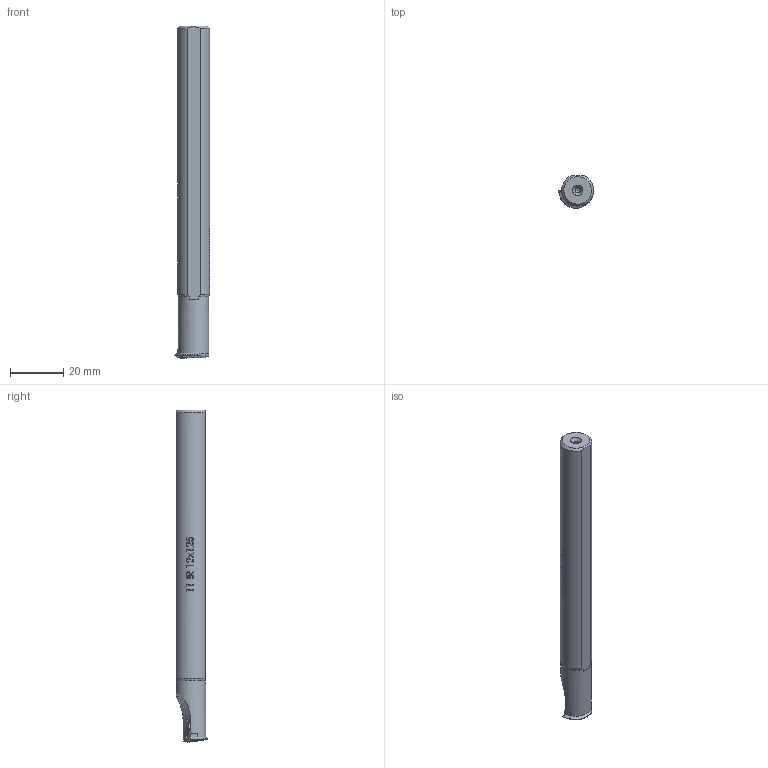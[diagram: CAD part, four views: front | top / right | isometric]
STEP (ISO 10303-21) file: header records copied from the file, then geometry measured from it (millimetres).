
FILE_DESCRIPTION (( 'STEP AP214' ), '1' );
FILE_NAME ('CL-11IR 12x125.STEP', '2020-11-05T15:39:26', ( '' ), ( '' ), 'SwSTEP 2.0', 'SolidWorks 2020', '' );
FILE_SCHEMA (( 'AUTOMOTIVE_DESIGN' ));
Length unit declared in the file: millimetre
Products named in the file (3): CL-11IR 12x125; NOCUT; CUT
Assembly tree (2 placements, depth 2):
  CL-11IR 12x125
    NOCUT
    CUT
Bounding box: 13.25 x 12.04 x 125 mm (x, y, z)
Volume: 13121.4 mm3; surface area: 5010.7 mm2
Topology: 2 solids, 2 shells, 392 faces, 1021 edges, 681 vertices
Faces by surface type: plane 236, bspline 76, cylinder 69, cone 11
Full cylindrical faces by diameter (mm): 2 x1, 3.2 x1
Entity records: 15785 total; most frequent: CARTESIAN_POINT 6714, ORIENTED_EDGE 2010, DIRECTION 1579, EDGE_CURVE 1005, VERTEX_POINT 675, VECTOR 567, LINE 567, AXIS2_PLACEMENT_3D 506
